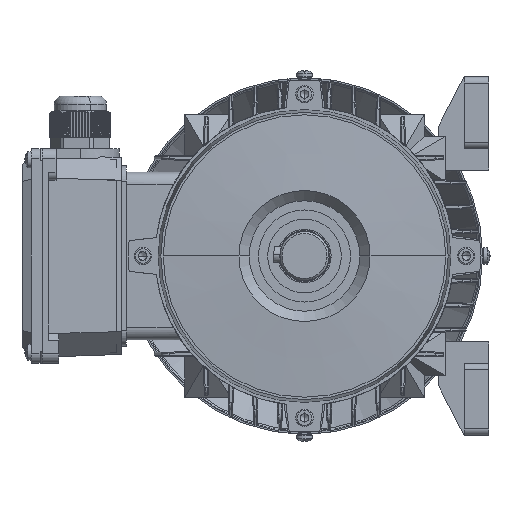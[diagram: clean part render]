
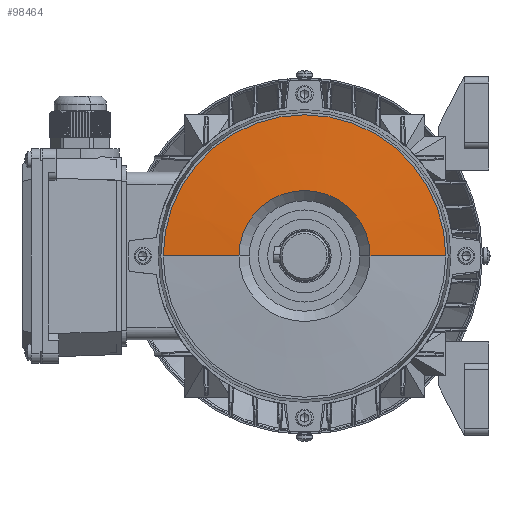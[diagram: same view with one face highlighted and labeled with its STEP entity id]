
A CAD part, left-side view. The second image highlights one B-rep face of the part: STEP entity #98464.
In plain terms, the highlighted conical face has half-angle 86 degrees and reference radius 32 mm.
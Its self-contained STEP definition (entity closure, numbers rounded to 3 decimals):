
#67513 = CARTESIAN_POINT ( 'NONE',  ( 0., -32., 0. ) ) ;
#70136 = DIRECTION ( 'NONE',  ( 0., -1., 0. ) ) ;
#70137 = DIRECTION ( 'NONE',  ( -1., 0., 0. ) ) ;
#70138 = CARTESIAN_POINT ( 'NONE',  ( 0., 0., 0. ) ) ;
#70139 = AXIS2_PLACEMENT_3D ( 'NONE', #70138, #70137, #70136 ) ;
#70140 = DIRECTION ( 'NONE',  ( 0., 1., 0. ) ) ;
#70141 = DIRECTION ( 'NONE',  ( 1., 0., 0. ) ) ;
#70142 = CARTESIAN_POINT ( 'NONE',  ( 0., 0., 0. ) ) ;
#70143 = AXIS2_PLACEMENT_3D ( 'NONE', #70142, #70141, #70140 ) ;
#70144 = CIRCLE ( 'NONE', #70139, 32. ) ;
#70145 = CONICAL_SURFACE ( 'NONE', #70143, 32., 1.501 ) ;
#70146 = FACE_OUTER_BOUND ( 'NONE', #98465, .T. ) ;
#70177 = DIRECTION ( 'NONE',  ( 0.07, 0.998, 0. ) ) ;
#70178 = VECTOR ( 'NONE', #70177, 1000. ) ;
#70179 = CARTESIAN_POINT ( 'NONE',  ( 0., 32., 0. ) ) ;
#70180 = LINE ( 'NONE', #70179, #70178 ) ;
#70181 = CARTESIAN_POINT ( 'NONE',  ( 2.587, 69., 0. ) ) ;
#70183 = DIRECTION ( 'NONE',  ( 0., -1., 0. ) ) ;
#70184 = DIRECTION ( 'NONE',  ( -1., 0., 0. ) ) ;
#70185 = CARTESIAN_POINT ( 'NONE',  ( 2.587, 0., 0. ) ) ;
#70186 = AXIS2_PLACEMENT_3D ( 'NONE', #70185, #70184, #70183 ) ;
#70187 = CIRCLE ( 'NONE', #70186, 69. ) ;
#70188 = CARTESIAN_POINT ( 'NONE',  ( 2.587, -69., 0. ) ) ;
#70189 = DIRECTION ( 'NONE',  ( 0.07, -0.998, 0. ) ) ;
#70190 = VECTOR ( 'NONE', #70189, 1000. ) ;
#70191 = CARTESIAN_POINT ( 'NONE',  ( 0., -32., 0. ) ) ;
#70192 = LINE ( 'NONE', #70191, #70190 ) ;
#70213 = CARTESIAN_POINT ( 'NONE',  ( 0., 32., 0. ) ) ;
#96983 = VERTEX_POINT ( 'NONE', #67513 ) ;
#98464 = ADVANCED_FACE ( 'NONE', ( #70146 ), #70145, .T. ) ;
#98465 = EDGE_LOOP ( 'NONE', ( #98466, #98469, #98472, #98476 ) ) ;
#98466 = ORIENTED_EDGE ( 'NONE', *, *, #98467, .F. ) ;
#98467 = EDGE_CURVE ( 'NONE', #96983, #98492, #70144, .T. ) ;
#98469 = ORIENTED_EDGE ( 'NONE', *, *, #98470, .T. ) ;
#98470 = EDGE_CURVE ( 'NONE', #96983, #98471, #70192, .T. ) ;
#98471 = VERTEX_POINT ( 'NONE', #70188 ) ;
#98472 = ORIENTED_EDGE ( 'NONE', *, *, #98473, .T. ) ;
#98473 = EDGE_CURVE ( 'NONE', #98471, #98475, #70187, .T. ) ;
#98475 = VERTEX_POINT ( 'NONE', #70181 ) ;
#98476 = ORIENTED_EDGE ( 'NONE', *, *, #98477, .F. ) ;
#98477 = EDGE_CURVE ( 'NONE', #98492, #98475, #70180, .T. ) ;
#98492 = VERTEX_POINT ( 'NONE', #70213 ) ;
